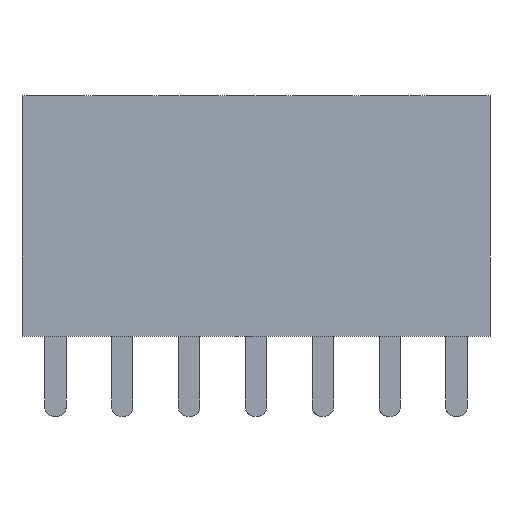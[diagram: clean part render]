
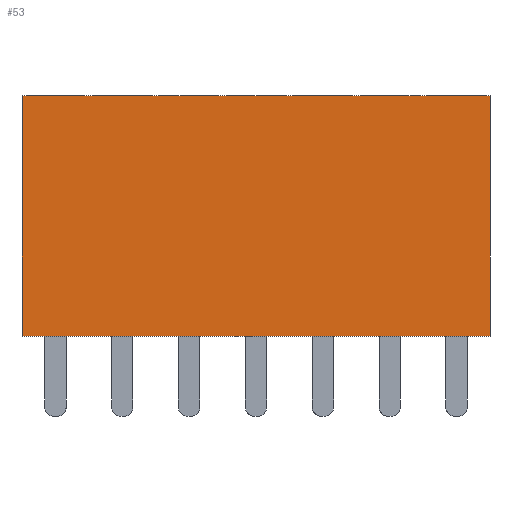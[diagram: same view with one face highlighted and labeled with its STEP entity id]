
A CAD part, left-side view. The second image highlights one B-rep face of the part: STEP entity #53.
In plain terms, the highlighted free-form (B-spline) face has degree [1, 1] with [2, 2] control points.
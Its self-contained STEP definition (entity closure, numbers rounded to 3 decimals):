
#24 = VERTEX_POINT('',#25);
#25 = CARTESIAN_POINT('',(-1.667,21.67,0.));
#38 = VERTEX_POINT('',#39);
#39 = CARTESIAN_POINT('',(-1.667,-1.667,0.));
#44 = EDGE_CURVE('',#24,#38,#45,.T.);
#45 = B_SPLINE_CURVE_WITH_KNOTS('',1,(#46,#47),.UNSPECIFIED.,.F.,.F.,(2,
    2),(7.5,25.),.PIECEWISE_BEZIER_KNOTS.);
#46 = CARTESIAN_POINT('',(-1.667,21.67,0.));
#47 = CARTESIAN_POINT('',(-1.667,-1.667,0.));
#53 = ADVANCED_FACE('',(#54),#76,.T.);
#54 = FACE_BOUND('',#55,.T.);
#55 = EDGE_LOOP('',(#56,#63,#64,#71));
#56 = ORIENTED_EDGE('',*,*,#57,.F.);
#57 = EDGE_CURVE('',#24,#58,#60,.T.);
#58 = VERTEX_POINT('',#59);
#59 = CARTESIAN_POINT('',(-1.667,21.67,
    12.002));
#60 = B_SPLINE_CURVE_WITH_KNOTS('',1,(#61,#62),.UNSPECIFIED.,.F.,.F.,(2,
    2),(-2.25,6.75),.PIECEWISE_BEZIER_KNOTS.);
#61 = CARTESIAN_POINT('',(-1.667,21.67,0.));
#62 = CARTESIAN_POINT('',(-1.667,21.67,
    12.002));
#63 = ORIENTED_EDGE('',*,*,#44,.T.);
#64 = ORIENTED_EDGE('',*,*,#65,.T.);
#65 = EDGE_CURVE('',#38,#66,#68,.T.);
#66 = VERTEX_POINT('',#67);
#67 = CARTESIAN_POINT('',(-1.667,-1.667,
    12.002));
#68 = B_SPLINE_CURVE_WITH_KNOTS('',1,(#69,#70),.UNSPECIFIED.,.F.,.F.,(2,
    2),(0.,9.),.PIECEWISE_BEZIER_KNOTS.);
#69 = CARTESIAN_POINT('',(-1.667,-1.667,0.));
#70 = CARTESIAN_POINT('',(-1.667,-1.667,
    12.002));
#71 = ORIENTED_EDGE('',*,*,#72,.F.);
#72 = EDGE_CURVE('',#58,#66,#73,.T.);
#73 = B_SPLINE_CURVE_WITH_KNOTS('',1,(#74,#75),.UNSPECIFIED.,.F.,.F.,(2,
    2),(7.5,25.),.PIECEWISE_BEZIER_KNOTS.);
#74 = CARTESIAN_POINT('',(-1.667,21.67,
    12.002));
#75 = CARTESIAN_POINT('',(-1.667,-1.667,
    12.002));
#76 = B_SPLINE_SURFACE_WITH_KNOTS('',1,1,(
    (#77,#78)
    ,(#79,#80
  )),.UNSPECIFIED.,.F.,.F.,.F.,(2,2),(2,2),(-15.,2.5),(0.,9.),
  .PIECEWISE_BEZIER_KNOTS.);
#77 = CARTESIAN_POINT('',(-1.667,21.67,0.));
#78 = CARTESIAN_POINT('',(-1.667,21.67,
    12.002));
#79 = CARTESIAN_POINT('',(-1.667,-1.667,0.));
#80 = CARTESIAN_POINT('',(-1.667,-1.667,
    12.002));
